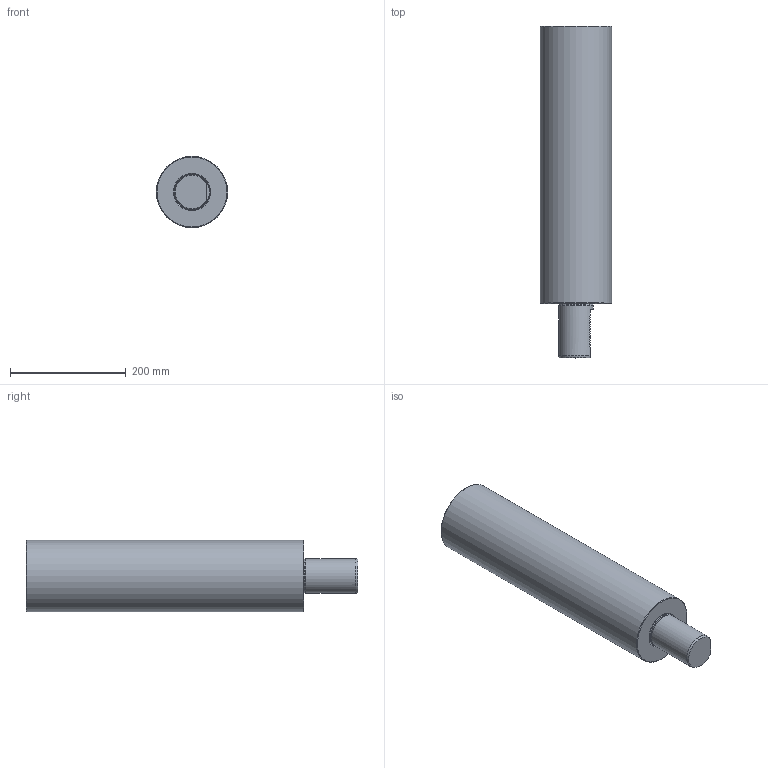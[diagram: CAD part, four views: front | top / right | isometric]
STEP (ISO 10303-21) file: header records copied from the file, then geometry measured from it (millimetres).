
FILE_DESCRIPTION (( 'STEP AP214' ), '1' );
FILE_NAME ('A260X480.STEP', '2025-07-28T08:07:37', ( '' ), ( '' ), 'SwSTEP 2.0', 'SolidWorks 2023', '' );
FILE_SCHEMA (( 'AUTOMOTIVE_DESIGN' ));
Length unit declared in the file: millimetre
Products named in the file (1): A260X480
Bounding box: 123 x 574 x 123 mm (x, y, z)
Volume: 5957254.4 mm3; surface area: 227022.2 mm2
Topology: 1 solids, 1 shells, 300 faces, 793 edges, 527 vertices
Faces by surface type: plane 195, bspline 55, cylinder 43, cone 4, torus 3
Full cylindrical faces by diameter (mm): 1.7 x1, 2.1 x1, 6.366 x1, 58.7 x1, 60 x1, 123 x1
Entity records: 15113 total; most frequent: CARTESIAN_POINT 5878, ORIENTED_EDGE 1558, DIRECTION 1141, EDGE_CURVE 779, VERTEX_POINT 525, LINE 517, VECTOR 517, EDGE_LOOP 344
